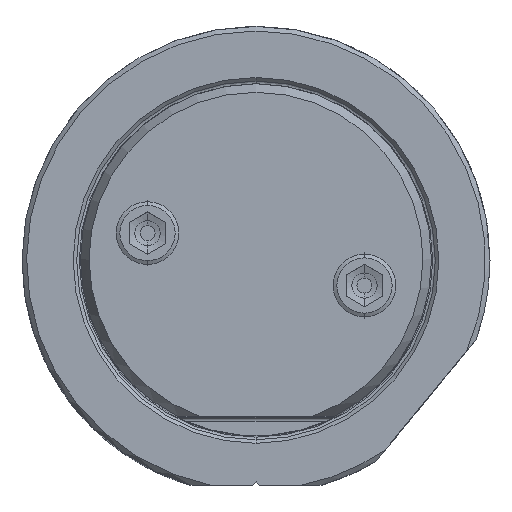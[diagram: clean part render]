
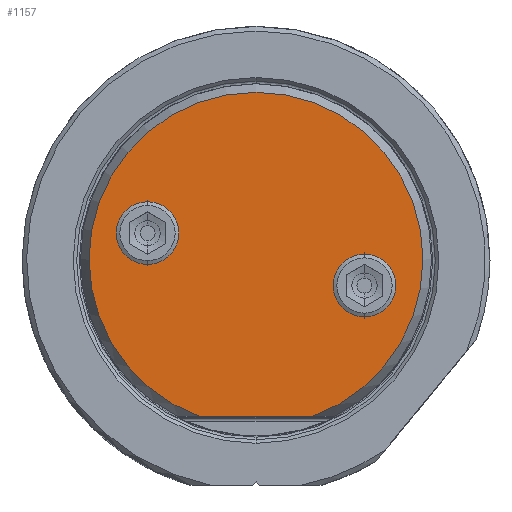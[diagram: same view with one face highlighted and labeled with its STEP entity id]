
A CAD part, top view. The second image highlights one B-rep face of the part: STEP entity #1157.
In plain terms, the highlighted planar face has unit normal (0, 0, 1).
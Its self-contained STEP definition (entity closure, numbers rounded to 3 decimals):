
#121=FACE_BOUND('',#1848,.T.);
#122=FACE_BOUND('',#1849,.T.);
#123=FACE_BOUND('',#1850,.T.);
#230=PLANE('',#6305);
#552=LINE('',#14203,#872);
#872=VECTOR('',#7409,1.);
#1157=ADVANCED_FACE('',(#121,#122,#123),#230,.T.);
#1848=EDGE_LOOP('',(#3080,#3081,#3082));
#1849=EDGE_LOOP('',(#3083,#3084));
#1850=EDGE_LOOP('',(#3085,#3086));
#3080=ORIENTED_EDGE('',*,*,#5138,.T.);
#3081=ORIENTED_EDGE('',*,*,#5139,.T.);
#3082=ORIENTED_EDGE('',*,*,#5140,.T.);
#3083=ORIENTED_EDGE('',*,*,#5134,.T.);
#3084=ORIENTED_EDGE('',*,*,#5137,.T.);
#3085=ORIENTED_EDGE('',*,*,#5141,.T.);
#3086=ORIENTED_EDGE('',*,*,#5142,.T.);
#4418=VERTEX_POINT('',#14192);
#4419=VERTEX_POINT('',#14194);
#4420=VERTEX_POINT('',#14201);
#4421=VERTEX_POINT('',#14202);
#4422=VERTEX_POINT('',#14204);
#4423=VERTEX_POINT('',#14207);
#4424=VERTEX_POINT('',#14208);
#5134=EDGE_CURVE('',#4419,#4418,#5683,.T.);
#5137=EDGE_CURVE('',#4418,#4419,#5685,.T.);
#5138=EDGE_CURVE('',#4420,#4421,#5686,.T.);
#5139=EDGE_CURVE('',#4421,#4422,#552,.T.);
#5140=EDGE_CURVE('',#4422,#4420,#5687,.T.);
#5141=EDGE_CURVE('',#4423,#4424,#5688,.T.);
#5142=EDGE_CURVE('',#4424,#4423,#5689,.T.);
#5683=CIRCLE('',#6296,3.4);
#5685=CIRCLE('',#6299,3.4);
#5686=CIRCLE('',#6301,18.122);
#5687=CIRCLE('',#6302,18.122);
#5688=CIRCLE('',#6303,3.4);
#5689=CIRCLE('',#6304,3.4);
#6296=AXIS2_PLACEMENT_3D('',#14193,#7396,#7397);
#6299=AXIS2_PLACEMENT_3D('',#14198,#7403,#7404);
#6301=AXIS2_PLACEMENT_3D('',#14200,#7407,#7408);
#6302=AXIS2_PLACEMENT_3D('',#14205,#7410,#7411);
#6303=AXIS2_PLACEMENT_3D('',#14206,#7412,#7413);
#6304=AXIS2_PLACEMENT_3D('',#14209,#7414,#7415);
#6305=AXIS2_PLACEMENT_3D('',#14210,#7416,#7417);
#7396=DIRECTION('',(0.,0.,-1.));
#7397=DIRECTION('',(1.,0.,0.));
#7403=DIRECTION('',(0.,0.,-1.));
#7404=DIRECTION('',(-1.,0.,0.));
#7407=DIRECTION('',(0.,0.,1.));
#7408=DIRECTION('',(0.,1.,0.));
#7409=DIRECTION('',(1.,0.,0.));
#7410=DIRECTION('',(0.,0.,1.));
#7411=DIRECTION('',(0.339,-0.941,0.));
#7412=DIRECTION('',(0.,0.,-1.));
#7413=DIRECTION('',(1.,0.,0.));
#7414=DIRECTION('',(0.,0.,-1.));
#7415=DIRECTION('',(-1.,0.,0.));
#7416=DIRECTION('',(0.,0.,1.));
#7417=DIRECTION('',(1.,0.,0.));
#14192=CARTESIAN_POINT('',(8.377,-2.846,69.85));
#14193=CARTESIAN_POINT('',(11.777,-2.846,69.85));
#14194=CARTESIAN_POINT('',(15.177,-2.846,69.85));
#14198=CARTESIAN_POINT('',(11.777,-2.846,69.85));
#14200=CARTESIAN_POINT('',(0.,0.,69.85));
#14201=CARTESIAN_POINT('',(0.,18.122,69.85));
#14202=CARTESIAN_POINT('',(-6.141,-17.05,69.85));
#14203=CARTESIAN_POINT('',(-6.141,-17.05,69.85));
#14204=CARTESIAN_POINT('',(6.141,-17.05,69.85));
#14205=CARTESIAN_POINT('',(0.,0.,69.85));
#14206=CARTESIAN_POINT('',(-11.777,2.846,69.85));
#14207=CARTESIAN_POINT('',(-8.377,2.846,69.85));
#14208=CARTESIAN_POINT('',(-15.177,2.846,69.85));
#14209=CARTESIAN_POINT('',(-11.777,2.846,69.85));
#14210=CARTESIAN_POINT('',(0.,0.537,69.85));
